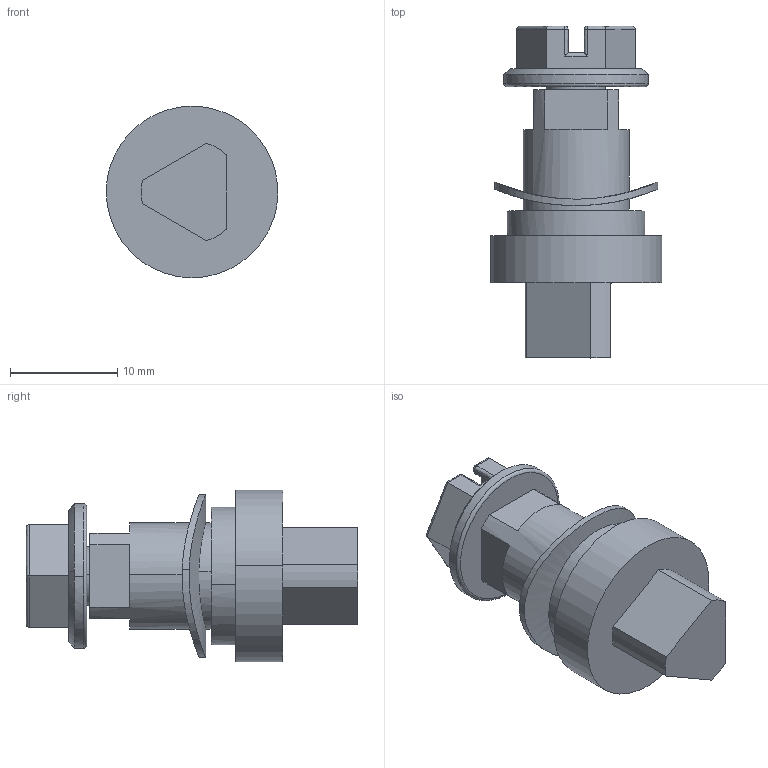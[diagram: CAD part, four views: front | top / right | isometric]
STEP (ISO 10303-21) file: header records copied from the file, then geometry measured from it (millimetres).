
FILE_DESCRIPTION((''),'2;1');
FILE_NAME('','2006-10-31T08:59:04',(''),(''),'','CADfix','');
FILE_SCHEMA(('AUTOMOTIVE_DESIGN'));
Length unit declared in the file: millimetre
Products named in the file (1): shaft
Bounding box: 15.98 x 30.95 x 16 mm (x, y, z)
Volume: 2873 mm3; surface area: 1965.4 mm2
Topology: 1 solids, 1 shells, 138 faces, 360 edges, 232 vertices
Faces by surface type: bspline 138
Entity records: 4797 total; most frequent: CARTESIAN_POINT 2788, ORIENTED_EDGE 720, EDGE_CURVE 360, VERTEX_POINT 232, QUASI_UNIFORM_CURVE 182, EDGE_LOOP 146, FACE_OUTER_BOUND 138, ADVANCED_FACE 138
